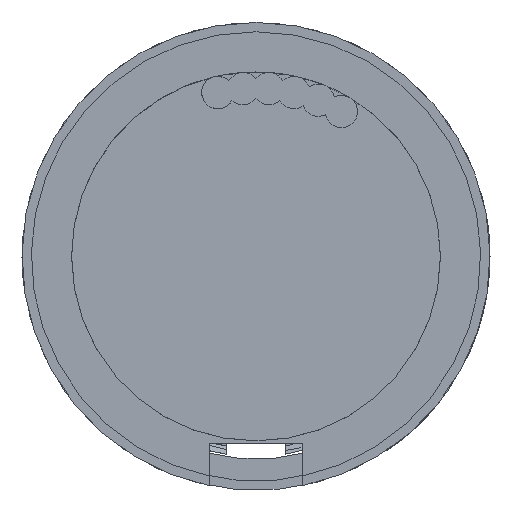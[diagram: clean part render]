
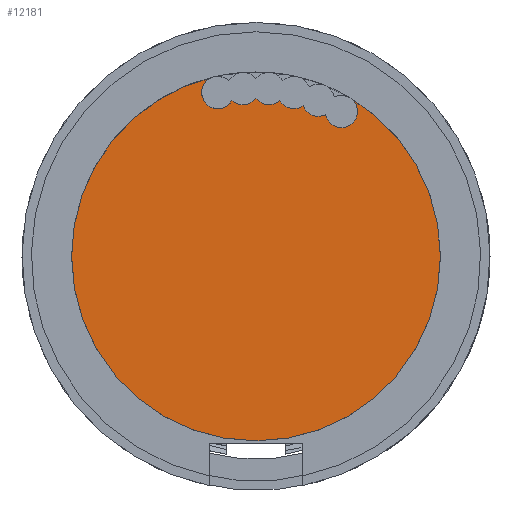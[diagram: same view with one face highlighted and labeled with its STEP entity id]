
A CAD part, front view. The second image highlights one B-rep face of the part: STEP entity #12181.
In plain terms, the highlighted planar face has unit normal (0, -1, 0).
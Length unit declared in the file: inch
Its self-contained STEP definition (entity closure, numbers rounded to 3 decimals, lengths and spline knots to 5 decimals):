
#11988 = VERTEX_POINT ( 'NONE', #18497 ) ;
#11989 = EDGE_CURVE ( 'NONE', #11990, #11991, #18496, .T. ) ;
#11990 = VERTEX_POINT ( 'NONE', #18491 ) ;
#11991 = VERTEX_POINT ( 'NONE', #18490 ) ;
#12023 = VERTEX_POINT ( 'NONE', #18601 ) ;
#12033 = EDGE_CURVE ( 'NONE', #12034, #12023, #18620, .T. ) ;
#12034 = VERTEX_POINT ( 'NONE', #18673 ) ;
#12038 = EDGE_CURVE ( 'NONE', #11988, #12039, #18671, .T. ) ;
#12039 = VERTEX_POINT ( 'NONE', #18666 ) ;
#12051 = EDGE_CURVE ( 'NONE', #12023, #11988, #18682, .T. ) ;
#12056 = VERTEX_POINT ( 'NONE', #18731 ) ;
#12058 = EDGE_CURVE ( 'NONE', #12056, #12059, #18730, .T. ) ;
#12059 = VERTEX_POINT ( 'NONE', #18725 ) ;
#12092 = VERTEX_POINT ( 'NONE', #18792 ) ;
#12094 = EDGE_CURVE ( 'NONE', #12092, #12103, #18847, .T. ) ;
#12102 = EDGE_CURVE ( 'NONE', #12103, #12034, #18872, .T. ) ;
#12103 = VERTEX_POINT ( 'NONE', #18868 ) ;
#12161 = ORIENTED_EDGE ( 'NONE', *, *, #12038, .F. ) ;
#12162 = ORIENTED_EDGE ( 'NONE', *, *, #12051, .F. ) ;
#12163 = ORIENTED_EDGE ( 'NONE', *, *, #12033, .F. ) ;
#12164 = ORIENTED_EDGE ( 'NONE', *, *, #12102, .F. ) ;
#12165 = ORIENTED_EDGE ( 'NONE', *, *, #12094, .F. ) ;
#12166 = ORIENTED_EDGE ( 'NONE', *, *, #12167, .T. ) ;
#12167 = EDGE_CURVE ( 'NONE', #12092, #11990, #19025, .T. ) ;
#12168 = ORIENTED_EDGE ( 'NONE', *, *, #11989, .T. ) ;
#12169 = ORIENTED_EDGE ( 'NONE', *, *, #12170, .T. ) ;
#12170 = EDGE_CURVE ( 'NONE', #11991, #12059, #19019, .T. ) ;
#12171 = ORIENTED_EDGE ( 'NONE', *, *, #12058, .F. ) ;
#12180 = EDGE_CURVE ( 'NONE', #12039, #12056, #19098, .T. ) ;
#12181 = ADVANCED_FACE ( 'NONE', ( #19088 ), #19122, .T. ) ;
#12182 = EDGE_LOOP ( 'NONE', ( #12183, #12161, #12162, #12163, #12164, #12165, #12166, #12168, #12169, #12171 ) ) ;
#12183 = ORIENTED_EDGE ( 'NONE', *, *, #12180, .F. ) ;
#18490 = CARTESIAN_POINT ( 'NONE',  ( -2.22094, 0.97164, -0.1886 ) ) ;
#18491 = CARTESIAN_POINT ( 'NONE',  ( -2.61494, 0.97164, -0.1886 ) ) ;
#18492 = DIRECTION ( 'NONE',  ( -1., 0., 0. ) ) ;
#18493 = DIRECTION ( 'NONE',  ( 0., -1., 0. ) ) ;
#18494 = CARTESIAN_POINT ( 'NONE',  ( -2.41794, 0.97164, -0.1886 ) ) ;
#18495 = AXIS2_PLACEMENT_3D ( 'NONE', #18494, #18493, #18492 ) ;
#18496 = CIRCLE ( 'NONE', #18495, 0.197 ) ;
#18497 = CARTESIAN_POINT ( 'NONE',  ( -2.36743, 0.97164, -0.02762 ) ) ;
#18601 = CARTESIAN_POINT ( 'NONE',  ( -2.39244, 0.97164, -0.02182 ) ) ;
#18620 = CIRCLE ( 'NONE', #18677, 0.01725 ) ;
#18666 = CARTESIAN_POINT ( 'NONE',  ( -2.3436, 0.97164, -0.03714 ) ) ;
#18667 = DIRECTION ( 'NONE',  ( -1., 0., 0. ) ) ;
#18668 = DIRECTION ( 'NONE',  ( 0., -1., 0. ) ) ;
#18669 = CARTESIAN_POINT ( 'NONE',  ( -2.35124, 0.97164, -0.02168 ) ) ;
#18670 = AXIS2_PLACEMENT_3D ( 'NONE', #18669, #18668, #18667 ) ;
#18671 = CIRCLE ( 'NONE', #18670, 0.01725 ) ;
#18673 = CARTESIAN_POINT ( 'NONE',  ( -2.41803, 0.97164, -0.01988 ) ) ;
#18674 = DIRECTION ( 'NONE',  ( -1., 0., 0. ) ) ;
#18675 = DIRECTION ( 'NONE',  ( 0., -1., 0. ) ) ;
#18676 = CARTESIAN_POINT ( 'NONE',  ( -2.40437, 0.97164, -0.00936 ) ) ;
#18677 = AXIS2_PLACEMENT_3D ( 'NONE', #18676, #18675, #18674 ) ;
#18679 = DIRECTION ( 'NONE',  ( -1., 0., 0. ) ) ;
#18680 = DIRECTION ( 'NONE',  ( 0., -1., 0. ) ) ;
#18681 = AXIS2_PLACEMENT_3D ( 'NONE', #18687, #18680, #18679 ) ;
#18682 = CIRCLE ( 'NONE', #18681, 0.01725 ) ;
#18687 = CARTESIAN_POINT ( 'NONE',  ( -2.37733, 0.97164, -0.01349 ) ) ;
#18725 = CARTESIAN_POINT ( 'NONE',  ( -2.31794, 0.97164, -0.01886 ) ) ;
#18726 = DIRECTION ( 'NONE',  ( -1., 0., 0. ) ) ;
#18727 = DIRECTION ( 'NONE',  ( 0., -1., 0. ) ) ;
#18728 = CARTESIAN_POINT ( 'NONE',  ( -2.32669, 0.97164, -0.03373 ) ) ;
#18729 = AXIS2_PLACEMENT_3D ( 'NONE', #18728, #18727, #18726 ) ;
#18730 = CIRCLE ( 'NONE', #18729, 0.01725 ) ;
#18731 = CARTESIAN_POINT ( 'NONE',  ( -2.30944, 0.97164, -0.03373 ) ) ;
#18792 = CARTESIAN_POINT ( 'NONE',  ( -2.46266, 0.97164, 0.00326 ) ) ;
#18843 = DIRECTION ( 'NONE',  ( -1., 0., 0. ) ) ;
#18844 = DIRECTION ( 'NONE',  ( 0., -1., 0. ) ) ;
#18845 = CARTESIAN_POINT ( 'NONE',  ( -2.45874, 0.97164, -0.01354 ) ) ;
#18846 = AXIS2_PLACEMENT_3D ( 'NONE', #18845, #18844, #18843 ) ;
#18847 = CIRCLE ( 'NONE', #18846, 0.01725 ) ;
#18868 = CARTESIAN_POINT ( 'NONE',  ( -2.44363, 0.97164, -0.02185 ) ) ;
#18869 = DIRECTION ( 'NONE',  ( -1., 0., 0. ) ) ;
#18870 = DIRECTION ( 'NONE',  ( 0., -1., 0. ) ) ;
#18871 = AXIS2_PLACEMENT_3D ( 'NONE', #18877, #18870, #18869 ) ;
#18872 = CIRCLE ( 'NONE', #18871, 0.01725 ) ;
#18877 = CARTESIAN_POINT ( 'NONE',  ( -2.43171, 0.97164, -0.00938 ) ) ;
#19015 = DIRECTION ( 'NONE',  ( -1., 0., 0. ) ) ;
#19016 = DIRECTION ( 'NONE',  ( 0., -1., 0. ) ) ;
#19017 = CARTESIAN_POINT ( 'NONE',  ( -2.41794, 0.97164, -0.1886 ) ) ;
#19018 = AXIS2_PLACEMENT_3D ( 'NONE', #19017, #19016, #19015 ) ;
#19019 = CIRCLE ( 'NONE', #19018, 0.197 ) ;
#19021 = DIRECTION ( 'NONE',  ( -1., 0., 0. ) ) ;
#19022 = DIRECTION ( 'NONE',  ( 0., -1., 0. ) ) ;
#19023 = CARTESIAN_POINT ( 'NONE',  ( -2.41794, 0.97164, -0.1886 ) ) ;
#19024 = AXIS2_PLACEMENT_3D ( 'NONE', #19023, #19022, #19021 ) ;
#19025 = CIRCLE ( 'NONE', #19024, 0.197 ) ;
#19088 = FACE_OUTER_BOUND ( 'NONE', #12182, .T. ) ;
#19089 = DIRECTION ( 'NONE',  ( -1., 0., 0. ) ) ;
#19090 = DIRECTION ( 'NONE',  ( 0., -1., 0. ) ) ;
#19091 = CARTESIAN_POINT ( 'NONE',  ( -2.32669, 0.97164, -0.03373 ) ) ;
#19092 = AXIS2_PLACEMENT_3D ( 'NONE', #19091, #19090, #19089 ) ;
#19098 = CIRCLE ( 'NONE', #19092, 0.01725 ) ;
#19118 = DIRECTION ( 'NONE',  ( -1., 0., 0. ) ) ;
#19119 = DIRECTION ( 'NONE',  ( 0., -1., 0. ) ) ;
#19120 = CARTESIAN_POINT ( 'NONE',  ( -2.41794, 0.97164, -0.1886 ) ) ;
#19121 = AXIS2_PLACEMENT_3D ( 'NONE', #19120, #19119, #19118 ) ;
#19122 = PLANE ( 'NONE',  #19121 ) ;
